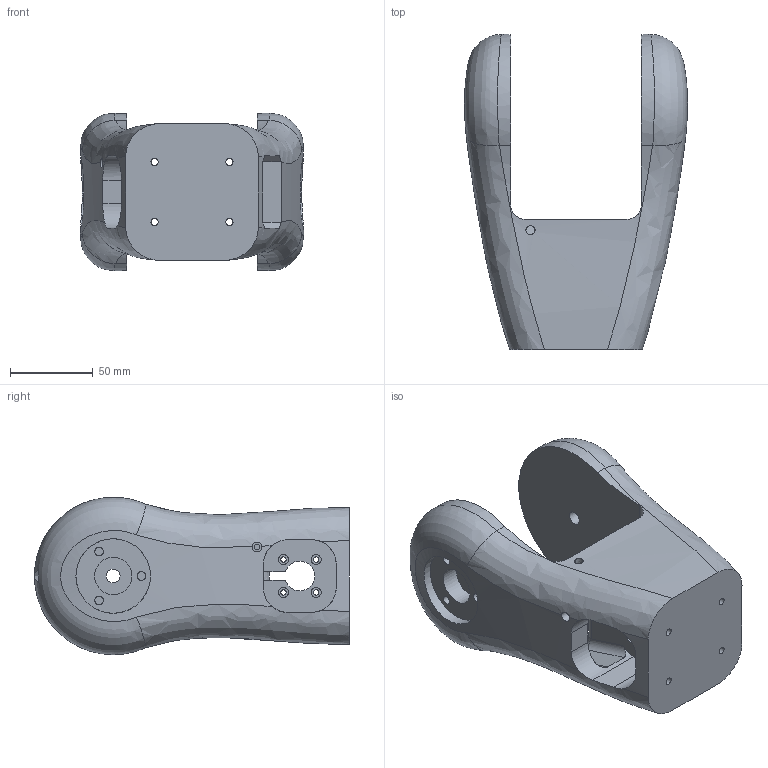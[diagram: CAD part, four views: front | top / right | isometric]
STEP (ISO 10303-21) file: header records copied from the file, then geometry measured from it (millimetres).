
FILE_DESCRIPTION(/* description */ (''),/* implementation_level */ '2;1');
FILE_NAME(/* name */ '3M1D v3.step',/* time_stamp */ '2019-03-05T07:34:03-06:00',/* author */ (''),/* organization */ (''),/* preprocessor_version */ 'ST-DEVELOPER v17.2',/* originating_system */ 'Autodesk Translation Framework v7.6.0.251',/* authorisation */ '');
FILE_SCHEMA (('AUTOMOTIVE_DESIGN { 1 0 10303 214 3 1 1 }'));
Length unit declared in the file: millimetre
Products named in the file (1): 3M1D
Bounding box: 134.6 x 190.1 x 94.99 mm (x, y, z)
Volume: 771425.1 mm3; surface area: 105114.9 mm2
Topology: 1 solids, 1 shells, 129 faces, 374 edges, 259 vertices
Faces by surface type: plane 57, cylinder 49, bspline 21, torus 2
Full cylindrical faces by diameter (mm): 3.3 x6, 4.3 x4, 5.2 x6, 6 x5, 7.2 x6, 8.3 x2, 22.5 x2, 37 x1, 45 x2
Entity records: 10715 total; most frequent: CARTESIAN_POINT 7282, ORIENTED_EDGE 746, DIRECTION 651, EDGE_CURVE 373, VERTEX_POINT 259, AXIS2_PLACEMENT_3D 257, EDGE_LOOP 174, LINE 137
